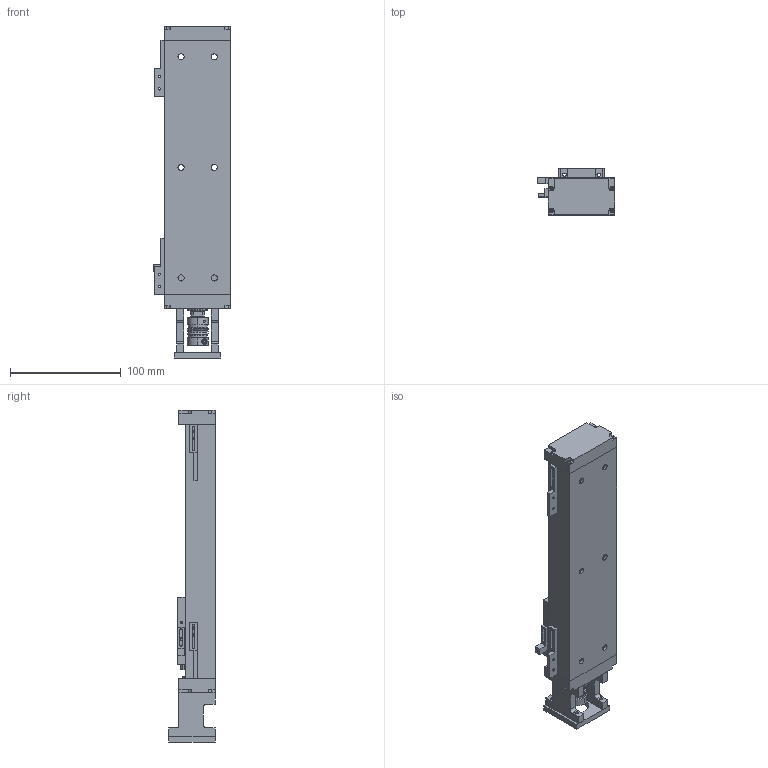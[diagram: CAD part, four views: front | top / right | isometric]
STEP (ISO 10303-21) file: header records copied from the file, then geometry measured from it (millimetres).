
FILE_DESCRIPTION (( 'STEP AP214' ), '1' );
FILE_NAME ('LAVL-60T06LP5.step', '2016-04-25T19:30:42', ( '' ), ( '' ), 'SwSTEP 2.0', 'SolidWorks 2015', '' );
FILE_SCHEMA (( 'AUTOMOTIVE_DESIGN' ));
Length unit declared in the file: inch
Products named in the file (3): LAVL-60T06LP5-CAR; LAVL-60T06LP5-RAIL; LAVL-60T06LP5
Assembly tree (2 placements, depth 2):
  LAVL-60T06LP5
    LAVL-60T06LP5-RAIL
    LAVL-60T06LP5-CAR
Bounding box: 70.16 x 42 x 300.32 mm (x, y, z)
Volume: 293594.4 mm3; surface area: 139584.9 mm2
Topology: 19 solids, 19 shells, 877 faces, 2316 edges, 1475 vertices
Faces by surface type: cylinder 376, plane 330, cone 93, bspline 52, torus 26
Entity records: 44525 total; most frequent: CARTESIAN_POINT 11151, DIRECTION 4533, ORIENTED_EDGE 4528, EDGE_CURVE 2264, AXIS2_PLACEMENT_3D 1704, VERTEX_POINT 1475, LINE 1125, VECTOR 1125
